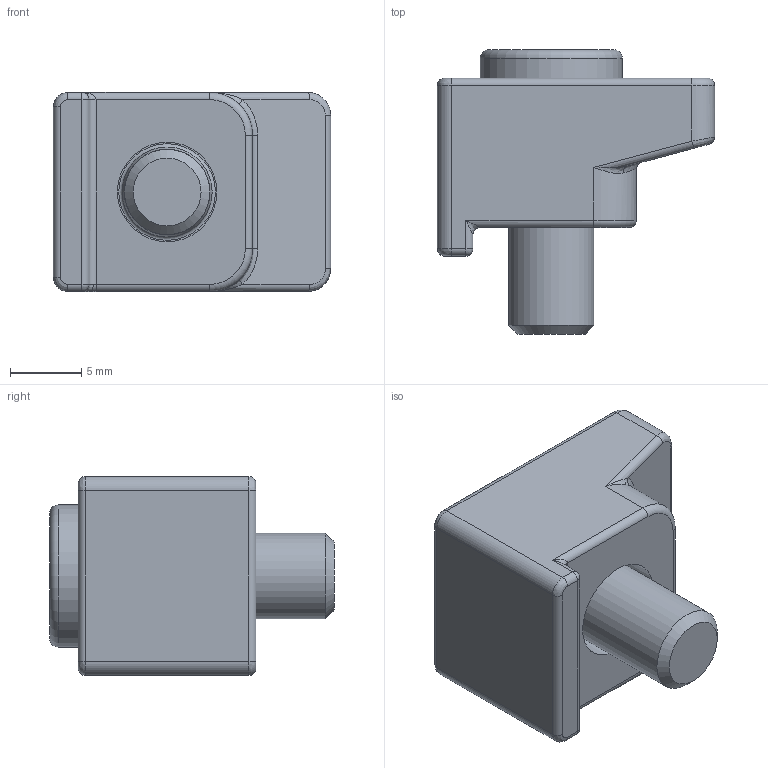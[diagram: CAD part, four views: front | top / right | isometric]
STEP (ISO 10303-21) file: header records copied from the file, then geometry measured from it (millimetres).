
FILE_DESCRIPTION(/* description */ ('Pratzen DN 10-50 ISO-KF, 4 Stück'),/* implementation_level */ '2;1');
FILE_NAME(/* name */ '211-040.stp',/* time_stamp */ '2018-09-07T15:41:10+02:00',/* author */ ('BEM'),/* organization */ (''),/* preprocessor_version */ 'ST-DEVELOPER v17',/* originating_system */ 'Autodesk Inventor 2018',/* authorisation */ '');
FILE_SCHEMA (('AUTOMOTIVE_DESIGN { 1 0 10303 214 3 1 1 }'));
Length unit declared in the file: millimetre
Products named in the file (3): 211-040; 201-140; 211-040-1
Assembly tree (2 placements, depth 2):
  211-040
    201-140
    211-040-1
Bounding box: 19.5 x 20 x 14 mm (x, y, z)
Volume: 2656.8 mm3; surface area: 2017 mm2
Topology: 2 solids, 2 shells, 85 faces, 213 edges, 129 vertices
Faces by surface type: cylinder 28, plane 26, bspline 12, cone 9, torus 8, sphere 2
Full cylindrical faces by diameter (mm): 6 x1, 7 x1, 10 x1, 11 x1
Entity records: 2835 total; most frequent: CARTESIAN_POINT 723, DIRECTION 451, ORIENTED_EDGE 414, EDGE_CURVE 207, AXIS2_PLACEMENT_3D 183, VERTEX_POINT 129, CIRCLE 95, EDGE_LOOP 90
